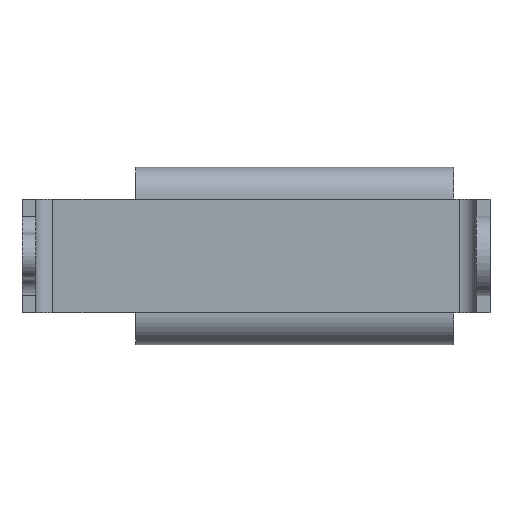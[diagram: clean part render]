
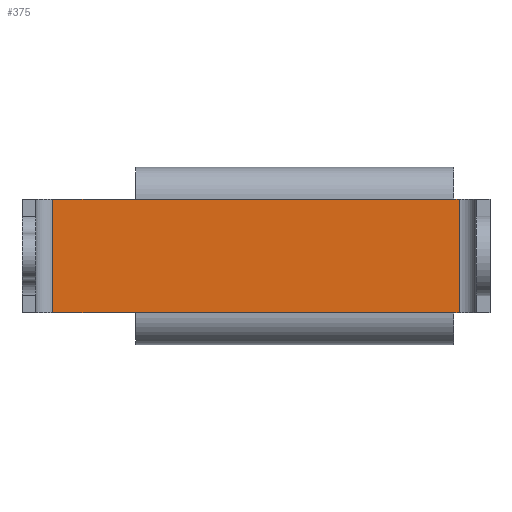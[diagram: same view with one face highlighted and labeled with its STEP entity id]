
A CAD part, front view. The second image highlights one B-rep face of the part: STEP entity #375.
In plain terms, the highlighted planar face has unit normal (0, -1, 0).
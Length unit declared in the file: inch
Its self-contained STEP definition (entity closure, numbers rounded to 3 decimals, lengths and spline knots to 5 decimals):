
#84 = ORIENTED_EDGE ( 'NONE', *, *, #272, .T. ) ;
#85 = ORIENTED_EDGE ( 'NONE', *, *, #86, .T. ) ;
#86 = EDGE_CURVE ( 'NONE', #233, #189, #756, .T. ) ;
#137 = ORIENTED_EDGE ( 'NONE', *, *, #182, .T. ) ;
#179 = VERTEX_POINT ( 'NONE', #914 ) ;
#182 = EDGE_CURVE ( 'NONE', #189, #179, #913, .T. ) ;
#189 = VERTEX_POINT ( 'NONE', #961 ) ;
#209 = EDGE_CURVE ( 'NONE', #230, #210, #882, .T. ) ;
#210 = VERTEX_POINT ( 'NONE', #1029 ) ;
#221 = EDGE_CURVE ( 'NONE', #238, #235, #1143, .T. ) ;
#230 = VERTEX_POINT ( 'NONE', #1118 ) ;
#233 = VERTEX_POINT ( 'NONE', #1089 ) ;
#235 = VERTEX_POINT ( 'NONE', #1184 ) ;
#237 = VERTEX_POINT ( 'NONE', #1183 ) ;
#238 = VERTEX_POINT ( 'NONE', #1182 ) ;
#272 = EDGE_CURVE ( 'NONE', #237, #233, #1109, .T. ) ;
#288 = ORIENTED_EDGE ( 'NONE', *, *, #372, .T. ) ;
#289 = ORIENTED_EDGE ( 'NONE', *, *, #209, .F. ) ;
#372 = EDGE_CURVE ( 'NONE', #179, #210, #1337, .T. ) ;
#375 = ADVANCED_FACE ( 'NONE', ( #1333 ), #1332, .T. ) ;
#419 = ORIENTED_EDGE ( 'NONE', *, *, #420, .F. ) ;
#420 = EDGE_CURVE ( 'NONE', #235, #230, #1396, .T. ) ;
#477 = EDGE_LOOP ( 'NONE', ( #478, #479, #84, #85, #137, #288, #289, #419 ) ) ;
#478 = ORIENTED_EDGE ( 'NONE', *, *, #221, .F. ) ;
#479 = ORIENTED_EDGE ( 'NONE', *, *, #480, .F. ) ;
#480 = EDGE_CURVE ( 'NONE', #237, #238, #1447, .T. ) ;
#753 = DIRECTION ( 'NONE',  ( -1., 0., 0. ) ) ;
#754 = VECTOR ( 'NONE', #753, 39.37008 ) ;
#755 = CARTESIAN_POINT ( 'NONE',  ( -0.312, 0.2, 0.1 ) ) ;
#756 = LINE ( 'NONE', #755, #754 ) ;
#876 = DIRECTION ( 'NONE',  ( -1., 0., 0. ) ) ;
#877 = VECTOR ( 'NONE', #876, 39.37008 ) ;
#878 = CARTESIAN_POINT ( 'NONE',  ( -0.027, 0.2, 0. ) ) ;
#882 = LINE ( 'NONE', #878, #877 ) ;
#910 = DIRECTION ( 'NONE',  ( -1., 0., 0. ) ) ;
#911 = VECTOR ( 'NONE', #910, 39.37008 ) ;
#912 = CARTESIAN_POINT ( 'NONE',  ( -0.027, 0.2, 0.1 ) ) ;
#913 = LINE ( 'NONE', #912, #911 ) ;
#914 = CARTESIAN_POINT ( 'NONE',  ( -0.385, 0.2, 0.1 ) ) ;
#961 = CARTESIAN_POINT ( 'NONE',  ( -0.312, 0.2, 0.1 ) ) ;
#1029 = CARTESIAN_POINT ( 'NONE',  ( -0.385, 0.2, 0. ) ) ;
#1089 = CARTESIAN_POINT ( 'NONE',  ( -0.032, 0.2, 0.1 ) ) ;
#1106 = DIRECTION ( 'NONE',  ( -1., 0., 0. ) ) ;
#1107 = VECTOR ( 'NONE', #1106, 39.37008 ) ;
#1108 = CARTESIAN_POINT ( 'NONE',  ( -0.027, 0.2, 0.1 ) ) ;
#1109 = LINE ( 'NONE', #1108, #1107 ) ;
#1118 = CARTESIAN_POINT ( 'NONE',  ( -0.312, 0.2, 0. ) ) ;
#1140 = DIRECTION ( 'NONE',  ( -1., 0., 0. ) ) ;
#1141 = VECTOR ( 'NONE', #1140, 39.37008 ) ;
#1142 = CARTESIAN_POINT ( 'NONE',  ( -0.027, 0.2, 0. ) ) ;
#1143 = LINE ( 'NONE', #1142, #1141 ) ;
#1182 = CARTESIAN_POINT ( 'NONE',  ( -0.027, 0.2, 0. ) ) ;
#1183 = CARTESIAN_POINT ( 'NONE',  ( -0.027, 0.2, 0.1 ) ) ;
#1184 = CARTESIAN_POINT ( 'NONE',  ( -0.032, 0.2, 0. ) ) ;
#1328 = DIRECTION ( 'NONE',  ( 1., 0., 0. ) ) ;
#1329 = DIRECTION ( 'NONE',  ( 0., -1., 0. ) ) ;
#1330 = CARTESIAN_POINT ( 'NONE',  ( -0.027, 0.2, 0.1 ) ) ;
#1331 = AXIS2_PLACEMENT_3D ( 'NONE', #1330, #1329, #1328 ) ;
#1332 = PLANE ( 'NONE',  #1331 ) ;
#1333 = FACE_OUTER_BOUND ( 'NONE', #477, .T. ) ;
#1334 = DIRECTION ( 'NONE',  ( 0., 0., -1. ) ) ;
#1335 = VECTOR ( 'NONE', #1334, 39.37008 ) ;
#1336 = CARTESIAN_POINT ( 'NONE',  ( -0.385, 0.2, 0.1 ) ) ;
#1337 = LINE ( 'NONE', #1336, #1335 ) ;
#1396 = LINE ( 'NONE', #1416, #1415 ) ;
#1414 = DIRECTION ( 'NONE',  ( -1., 0., 0. ) ) ;
#1415 = VECTOR ( 'NONE', #1414, 39.37008 ) ;
#1416 = CARTESIAN_POINT ( 'NONE',  ( -0.312, 0.2, 0. ) ) ;
#1444 = DIRECTION ( 'NONE',  ( 0., 0., -1. ) ) ;
#1445 = VECTOR ( 'NONE', #1444, 39.37008 ) ;
#1446 = CARTESIAN_POINT ( 'NONE',  ( -0.027, 0.2, 0.1 ) ) ;
#1447 = LINE ( 'NONE', #1446, #1445 ) ;
